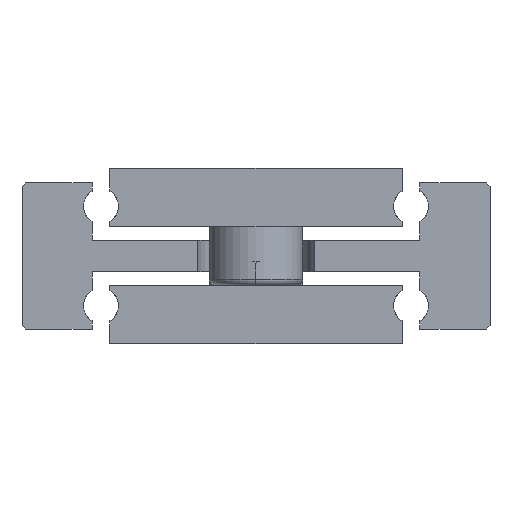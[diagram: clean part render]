
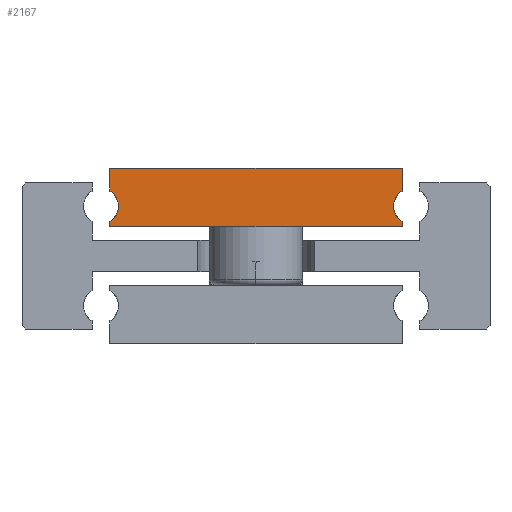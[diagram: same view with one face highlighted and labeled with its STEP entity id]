
A CAD part, front view. The second image highlights one B-rep face of the part: STEP entity #2167.
In plain terms, the highlighted planar face has unit normal (0, -1, 0).
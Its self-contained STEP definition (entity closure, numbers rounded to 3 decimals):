
#96=PLANE('',#2475);
#259=FACE_OUTER_BOUND('',#388,.T.);
#388=EDGE_LOOP('',(#1919,#1920,#1921,#1922,#1923,#1924,#1925,#1926,#1927));
#569=LINE('',#3924,#740);
#570=LINE('',#3926,#741);
#571=LINE('',#3927,#742);
#572=LINE('',#3929,#743);
#573=LINE('',#3930,#744);
#574=LINE('',#3932,#745);
#575=LINE('',#3933,#746);
#740=VECTOR('',#3087,3.902);
#741=VECTOR('',#3088,50.);
#742=VECTOR('',#3089,3.902);
#743=VECTOR('',#3090,0.902);
#744=VECTOR('',#3091,25.);
#745=VECTOR('',#3092,25.);
#746=VECTOR('',#3093,0.902);
#897=CIRCLE('',#2470,3.);
#900=CIRCLE('',#2474,3.);
#1041=VERTEX_POINT('',#3723);
#1079=VERTEX_POINT('',#3901);
#1080=VERTEX_POINT('',#3902);
#1085=VERTEX_POINT('',#3917);
#1086=VERTEX_POINT('',#3919);
#1087=VERTEX_POINT('',#3923);
#1088=VERTEX_POINT('',#3925);
#1089=VERTEX_POINT('',#3928);
#1090=VERTEX_POINT('',#3931);
#1369=EDGE_CURVE('',#1079,#1080,#897,.T.);
#1379=EDGE_CURVE('',#1086,#1085,#900,.T.);
#1381=EDGE_CURVE('',#1087,#1080,#569,.T.);
#1382=EDGE_CURVE('',#1088,#1087,#570,.T.);
#1383=EDGE_CURVE('',#1086,#1088,#571,.T.);
#1384=EDGE_CURVE('',#1089,#1085,#572,.T.);
#1385=EDGE_CURVE('',#1041,#1089,#573,.T.);
#1386=EDGE_CURVE('',#1090,#1041,#574,.T.);
#1387=EDGE_CURVE('',#1079,#1090,#575,.T.);
#1919=ORIENTED_EDGE('',*,*,#1369,.T.);
#1920=ORIENTED_EDGE('',*,*,#1381,.F.);
#1921=ORIENTED_EDGE('',*,*,#1382,.F.);
#1922=ORIENTED_EDGE('',*,*,#1383,.F.);
#1923=ORIENTED_EDGE('',*,*,#1379,.T.);
#1924=ORIENTED_EDGE('',*,*,#1384,.F.);
#1925=ORIENTED_EDGE('',*,*,#1385,.F.);
#1926=ORIENTED_EDGE('',*,*,#1386,.F.);
#1927=ORIENTED_EDGE('',*,*,#1387,.F.);
#2167=ADVANCED_FACE('',(#259),#96,.F.);
#2470=AXIS2_PLACEMENT_3D('',#3903,#3067,#3068);
#2474=AXIS2_PLACEMENT_3D('',#3920,#3082,#3083);
#2475=AXIS2_PLACEMENT_3D('',#3922,#3085,#3086);
#3067=DIRECTION('center_axis',(0.,1.,0.));
#3068=DIRECTION('ref_axis',(1.,0.,0.));
#3082=DIRECTION('center_axis',(0.,1.,0.));
#3083=DIRECTION('ref_axis',(1.,0.,0.));
#3085=DIRECTION('center_axis',(0.,1.,0.));
#3086=DIRECTION('ref_axis',(0.,0.,1.));
#3087=DIRECTION('',(0.,0.,-1.));
#3088=DIRECTION('',(1.,0.,0.));
#3089=DIRECTION('',(0.,0.,1.));
#3090=DIRECTION('',(0.,0.,1.));
#3091=DIRECTION('',(-1.,0.,0.));
#3092=DIRECTION('',(-1.,0.,0.));
#3093=DIRECTION('',(0.,0.,-1.));
#3723=CARTESIAN_POINT('',(0.,-425.,-3.5));
#3901=CARTESIAN_POINT('',(25.,-425.,-2.598));
#3902=CARTESIAN_POINT('',(25.,-425.,2.598));
#3903=CARTESIAN_POINT('Origin',(26.5,-425.,0.));
#3917=CARTESIAN_POINT('',(-25.,-425.,-2.598));
#3919=CARTESIAN_POINT('',(-25.,-425.,2.598));
#3920=CARTESIAN_POINT('Origin',(-26.5,-425.,0.));
#3922=CARTESIAN_POINT('Origin',(0.,-425.,1.5));
#3923=CARTESIAN_POINT('',(25.,-425.,6.5));
#3924=CARTESIAN_POINT('',(25.,-425.,6.5));
#3925=CARTESIAN_POINT('',(-25.,-425.,6.5));
#3926=CARTESIAN_POINT('',(-25.,-425.,6.5));
#3927=CARTESIAN_POINT('',(-25.,-425.,2.598));
#3928=CARTESIAN_POINT('',(-25.,-425.,-3.5));
#3929=CARTESIAN_POINT('',(-25.,-425.,-3.5));
#3930=CARTESIAN_POINT('',(0.,-425.,-3.5));
#3931=CARTESIAN_POINT('',(25.,-425.,-3.5));
#3932=CARTESIAN_POINT('',(25.,-425.,-3.5));
#3933=CARTESIAN_POINT('',(25.,-425.,-2.598));
